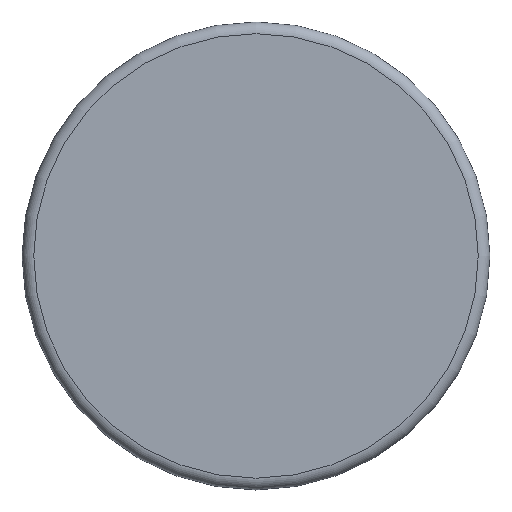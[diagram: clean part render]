
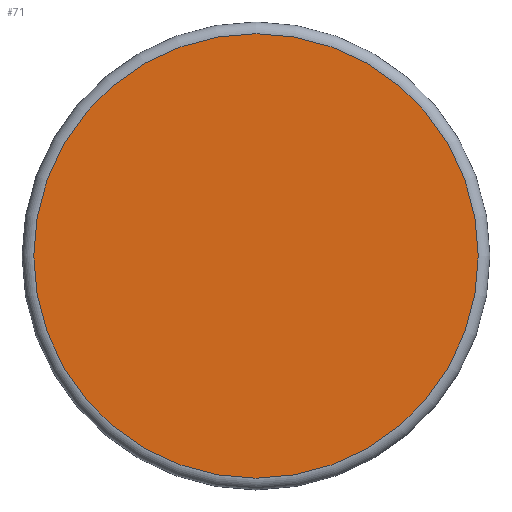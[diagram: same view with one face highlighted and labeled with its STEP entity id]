
A CAD part, top view. The second image highlights one B-rep face of the part: STEP entity #71.
In plain terms, the highlighted planar face has unit normal (0, 0, 1).
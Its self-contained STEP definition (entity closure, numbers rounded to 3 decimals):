
#71 = ADVANCED_FACE( '', ( #151 ), #152, .F. );
#151 = FACE_OUTER_BOUND( '', #224, .T. );
#152 = PLANE( '', #225 );
#224 = EDGE_LOOP( '', ( #321 ) );
#225 = AXIS2_PLACEMENT_3D( '', #322, #323, #324 );
#321 = ORIENTED_EDGE( '', *, *, #342, .T. );
#322 = CARTESIAN_POINT( '', ( 20., 0., 16.5 ) );
#323 = DIRECTION( '', ( 0., 0., -1. ) );
#324 = DIRECTION( '', ( -1., 0., 0. ) );
#342 = EDGE_CURVE( '', #382, #382, #383, .F. );
#382 = VERTEX_POINT( '', #431 );
#383 = CIRCLE( '', #432, 19. );
#431 = CARTESIAN_POINT( '', ( -19., 0., 16.5 ) );
#432 = AXIS2_PLACEMENT_3D( '', #483, #484, #485 );
#483 = CARTESIAN_POINT( '', ( 0., 0., 16.5 ) );
#484 = DIRECTION( '', ( 0., 0., -1. ) );
#485 = DIRECTION( '', ( -1., 0., 0. ) );
